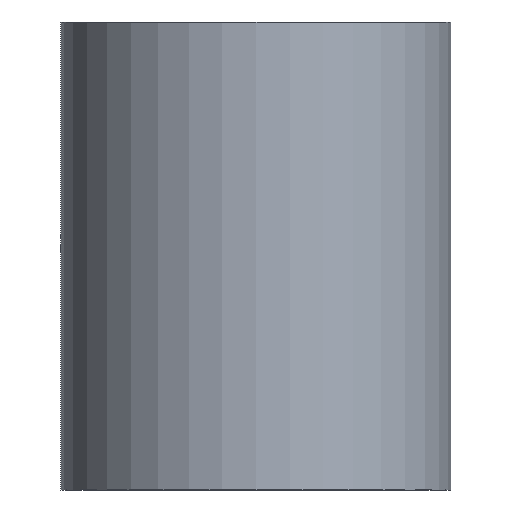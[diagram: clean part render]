
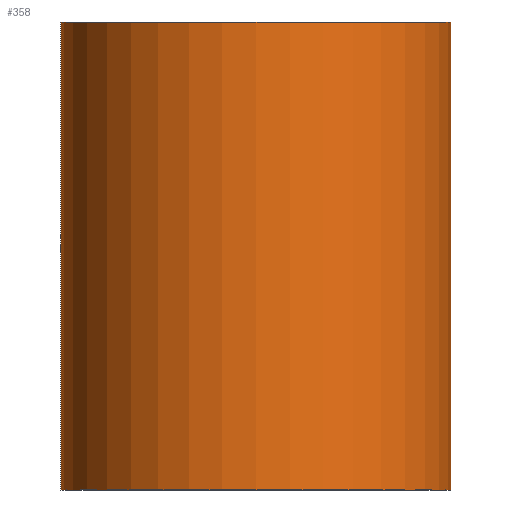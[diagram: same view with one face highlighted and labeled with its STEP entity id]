
A CAD part, front view. The second image highlights one B-rep face of the part: STEP entity #358.
In plain terms, the highlighted cylindrical face has radius 500 mm (diameter 1000 mm), a full revolution.
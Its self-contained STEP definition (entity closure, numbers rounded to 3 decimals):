
#55 = EDGE_CURVE ( 'NONE', #1240, #1240, #1392, .T. ) ;
#221 = DIRECTION ( 'NONE',  ( 0., 0., 1. ) ) ;
#242 = EDGE_CURVE ( 'NONE', #1258, #1258, #1355, .T. ) ;
#337 = CYLINDRICAL_SURFACE ( 'NONE', #1426, 500. ) ;
#358 = ADVANCED_FACE ( 'NONE', ( #742, #480 ), #337, .T. ) ;
#377 = DIRECTION ( 'NONE',  ( 1., 0., 0. ) ) ;
#393 = EDGE_LOOP ( 'NONE', ( #596 ) ) ;
#405 = CARTESIAN_POINT ( 'NONE',  ( 500., 0., 1200. ) ) ;
#450 = DIRECTION ( 'NONE',  ( 1., 0., 0. ) ) ;
#452 = AXIS2_PLACEMENT_3D ( 'NONE', #920, #1261, #377 ) ;
#480 = FACE_OUTER_BOUND ( 'NONE', #393, .T. ) ;
#596 = ORIENTED_EDGE ( 'NONE', *, *, #55, .F. ) ;
#634 = DIRECTION ( 'NONE',  ( 0., 0., 1. ) ) ;
#742 = FACE_OUTER_BOUND ( 'NONE', #1314, .T. ) ;
#771 = ORIENTED_EDGE ( 'NONE', *, *, #242, .T. ) ;
#885 = CARTESIAN_POINT ( 'NONE',  ( 0., 0., 1200. ) ) ;
#920 = CARTESIAN_POINT ( 'NONE',  ( 0., 0., 0. ) ) ;
#949 = CARTESIAN_POINT ( 'NONE',  ( 500., 0., 0. ) ) ;
#1063 = CARTESIAN_POINT ( 'NONE',  ( 0., 0., 0. ) ) ;
#1240 = VERTEX_POINT ( 'NONE', #405 ) ;
#1258 = VERTEX_POINT ( 'NONE', #949 ) ;
#1261 = DIRECTION ( 'NONE',  ( 0., 0., 1. ) ) ;
#1293 = AXIS2_PLACEMENT_3D ( 'NONE', #885, #221, #450 ) ;
#1314 = EDGE_LOOP ( 'NONE', ( #771 ) ) ;
#1355 = CIRCLE ( 'NONE', #452, 500. ) ;
#1392 = CIRCLE ( 'NONE', #1293, 500. ) ;
#1399 = DIRECTION ( 'NONE',  ( 1., 0., 0. ) ) ;
#1426 = AXIS2_PLACEMENT_3D ( 'NONE', #1063, #634, #1399 ) ;
